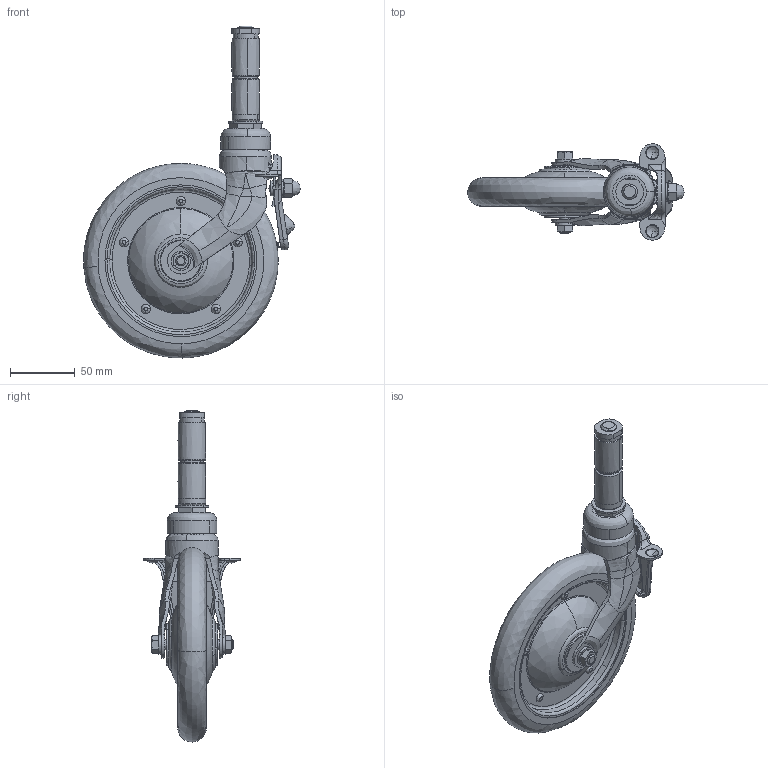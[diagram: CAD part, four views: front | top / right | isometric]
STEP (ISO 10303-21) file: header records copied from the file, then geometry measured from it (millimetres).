
FILE_DESCRIPTION((''),'2;1');
FILE_NAME('','2006-01-18T13:12:31',(''),(''),'','CADfix','');
FILE_SCHEMA(('AUTOMOTIVE_DESIGN'));
Length unit declared in the file: millimetre
Products named in the file (6): lever; wheel; main shaft; body; axle; No_209MS_d21_7022_36
Assembly tree (5 placements, depth 2):
  No_209MS_d21_7022_36
    lever
    wheel
    main shaft
    body
    axle
Bounding box: 167.19 x 74.29 x 255.99 mm (x, y, z)
Volume: 380942.7 mm3; surface area: 95394.7 mm2
Topology: 5 solids, 5 shells, 492 faces, 1606 edges, 1158 vertices
Faces by surface type: bspline 492
Entity records: 43136 total; most frequent: CARTESIAN_POINT 33761, ORIENTED_EDGE 3174, EDGE_CURVE 1587, B_SPLINE_CURVE_WITH_KNOTS 1185, VERTEX_POINT 1152, EDGE_LOOP 545, FACE_OUTER_BOUND 486, ADVANCED_FACE 486
